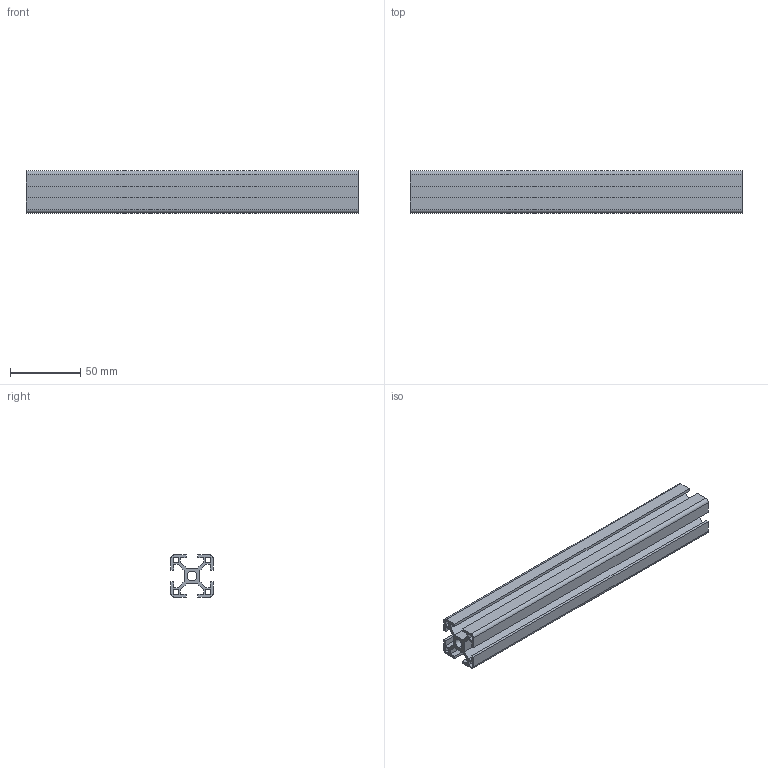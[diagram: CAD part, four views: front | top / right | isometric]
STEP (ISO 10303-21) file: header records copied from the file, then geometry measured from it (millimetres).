
FILE_DESCRIPTION (( 'STEP AP214' ), '1' );
FILE_NAME ('3030_height.STEP', '2024-10-30T12:26:28', ( '' ), ( '' ), 'SwSTEP 2.0', 'SolidWorks 2023', '' );
FILE_SCHEMA (( 'AUTOMOTIVE_DESIGN' ));
Length unit declared in the file: millimetre
Products named in the file (1): 3030_height
Bounding box: 236 x 30 x 30 mm (x, y, z)
Volume: 75151.3 mm3; surface area: 76053.5 mm2
Topology: 1 solids, 1 shells, 68 faces, 198 edges, 132 vertices
Faces by surface type: plane 62, cylinder 6
Entity records: 2257 total; most frequent: CARTESIAN_POINT 399, ORIENTED_EDGE 396, DIRECTION 348, EDGE_CURVE 198, VECTOR 186, LINE 186, VERTEX_POINT 132, AXIS2_PLACEMENT_3D 81
